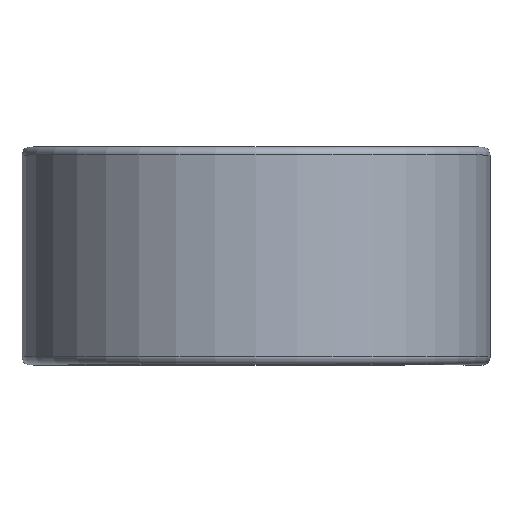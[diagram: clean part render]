
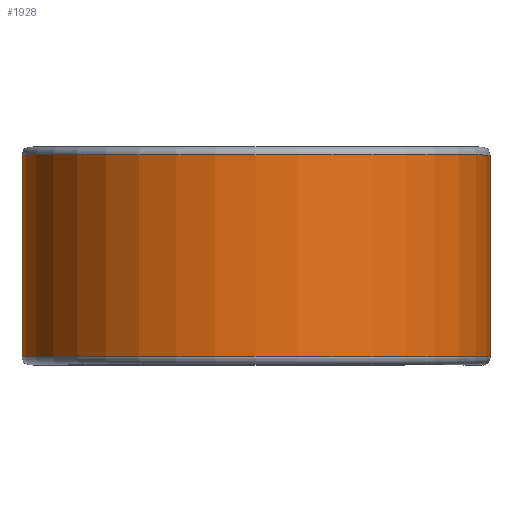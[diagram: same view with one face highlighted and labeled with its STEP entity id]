
A CAD part, top view. The second image highlights one B-rep face of the part: STEP entity #1928.
In plain terms, the highlighted cylindrical face has radius 22.162 mm (diameter 44.323 mm), a partial arc.
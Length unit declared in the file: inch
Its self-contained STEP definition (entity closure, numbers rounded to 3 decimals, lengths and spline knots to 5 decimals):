
#86 = CARTESIAN_POINT ( 'NONE',  ( 0.8725, 0.37625, 0. ) ) ;
#109 = DIRECTION ( 'NONE',  ( 0., 0., -1. ) ) ;
#167 = VERTEX_POINT ( 'NONE', #1001 ) ;
#224 = CARTESIAN_POINT ( 'NONE',  ( 0., 0.37625, -0.8725 ) ) ;
#252 = AXIS2_PLACEMENT_3D ( 'NONE', #506, #1778, #338 ) ;
#268 = VECTOR ( 'NONE', #939, 39.37008 ) ;
#338 = DIRECTION ( 'NONE',  ( 0., 0., -1. ) ) ;
#347 = VERTEX_POINT ( 'NONE', #86 ) ;
#370 = CARTESIAN_POINT ( 'NONE',  ( 0.8725, 0.37625, 0. ) ) ;
#503 = EDGE_CURVE ( 'NONE', #347, #1993, #1464, .T. ) ;
#506 = CARTESIAN_POINT ( 'NONE',  ( 0., 0.375, 0. ) ) ;
#705 = AXIS2_PLACEMENT_3D ( 'NONE', #1399, #2094, #907 ) ;
#745 = ORIENTED_EDGE ( 'NONE', *, *, #959, .F. ) ;
#907 = DIRECTION ( 'NONE',  ( 0., 0., -1. ) ) ;
#939 = DIRECTION ( 'NONE',  ( 0., 1., 0. ) ) ;
#959 = EDGE_CURVE ( 'NONE', #167, #1993, #2322, .T. ) ;
#1001 = CARTESIAN_POINT ( 'NONE',  ( 0., -0.37625, -0.8725 ) ) ;
#1003 = EDGE_LOOP ( 'NONE', ( #1936, #1025, #745, #1035 ) ) ;
#1025 = ORIENTED_EDGE ( 'NONE', *, *, #503, .T. ) ;
#1035 = ORIENTED_EDGE ( 'NONE', *, *, #1181, .F. ) ;
#1181 = EDGE_CURVE ( 'NONE', #1716, #167, #1775, .T. ) ;
#1222 = DIRECTION ( 'NONE',  ( 0., -1., 0. ) ) ;
#1333 = EDGE_CURVE ( 'NONE', #1716, #347, #2195, .T. ) ;
#1342 = DIRECTION ( 'NONE',  ( 0., 1., 0. ) ) ;
#1397 = AXIS2_PLACEMENT_3D ( 'NONE', #2282, #1222, #109 ) ;
#1399 = CARTESIAN_POINT ( 'NONE',  ( 0., 0.37625, 0. ) ) ;
#1464 = CIRCLE ( 'NONE', #705, 0.8725 ) ;
#1716 = VERTEX_POINT ( 'NONE', #1916 ) ;
#1775 = CIRCLE ( 'NONE', #1397, 0.8725 ) ;
#1778 = DIRECTION ( 'NONE',  ( 0., -1., 0. ) ) ;
#1840 = VECTOR ( 'NONE', #1342, 39.37008 ) ;
#1893 = FACE_OUTER_BOUND ( 'NONE', #1003, .T. ) ;
#1916 = CARTESIAN_POINT ( 'NONE',  ( 0.8725, -0.37625, 0. ) ) ;
#1928 = ADVANCED_FACE ( 'NONE', ( #1893 ), #2153, .T. ) ;
#1936 = ORIENTED_EDGE ( 'NONE', *, *, #1333, .T. ) ;
#1993 = VERTEX_POINT ( 'NONE', #2358 ) ;
#2094 = DIRECTION ( 'NONE',  ( 0., -1., 0. ) ) ;
#2153 = CYLINDRICAL_SURFACE ( 'NONE', #252, 0.8725 ) ;
#2195 = LINE ( 'NONE', #370, #268 ) ;
#2282 = CARTESIAN_POINT ( 'NONE',  ( 0., -0.37625, 0. ) ) ;
#2322 = LINE ( 'NONE', #224, #1840 ) ;
#2358 = CARTESIAN_POINT ( 'NONE',  ( 0., 0.37625, -0.8725 ) ) ;
